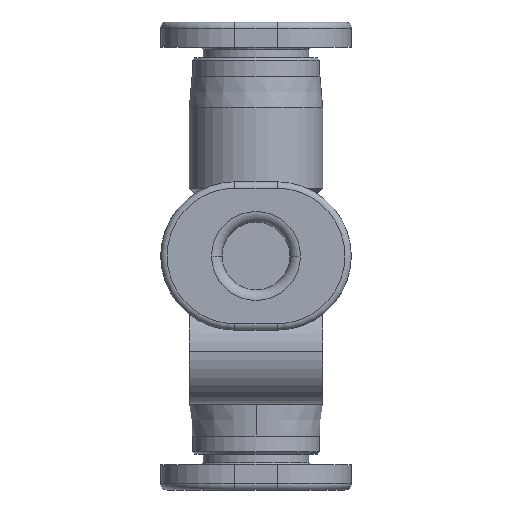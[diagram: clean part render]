
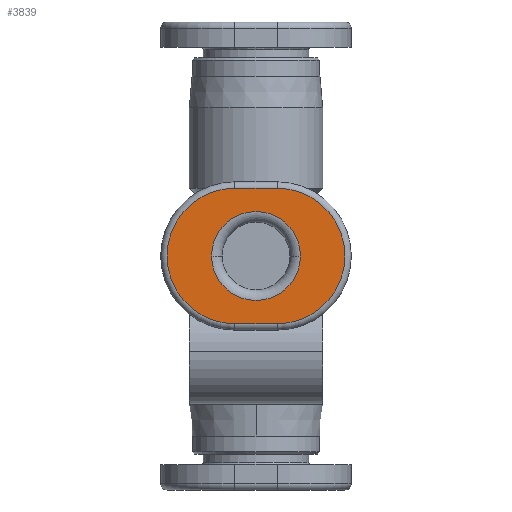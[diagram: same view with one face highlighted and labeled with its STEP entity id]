
A CAD part, front view. The second image highlights one B-rep face of the part: STEP entity #3839.
In plain terms, the highlighted planar face has unit normal (0, -1, 0).
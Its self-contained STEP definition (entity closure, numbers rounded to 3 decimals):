
#1217=CARTESIAN_POINT('',(2.1,-11.05,0.));
#1218=VERTEX_POINT('',#1217);
#1226=CARTESIAN_POINT('',(-2.1,-11.05,0.));
#1227=VERTEX_POINT('',#1226);
#1228=CARTESIAN_POINT('',(0.0,-11.05,0.0));
#1229=DIRECTION('',(0.0,-1.0,0.0));
#1230=DIRECTION('',(-1.0,0.0,0.0));
#1231=AXIS2_PLACEMENT_3D('',#1228,#1229,#1230);
#1232=CIRCLE('',#1231,2.1);
#1233=EDGE_CURVE('',#1218,#1227,#1232,.T.);
#3652=CARTESIAN_POINT('',(-1.0,-11.05,-3.2));
#3653=VERTEX_POINT('',#3652);
#3654=CARTESIAN_POINT('',(-1.0,-11.05,3.2));
#3655=VERTEX_POINT('',#3654);
#3656=CARTESIAN_POINT('',(-1.0,-11.05,0.0));
#3657=DIRECTION('',(0.0,1.0,0.0));
#3658=DIRECTION('',(-1.0,0.0,0.0));
#3659=AXIS2_PLACEMENT_3D('',#3656,#3657,#3658);
#3660=CIRCLE('',#3659,3.2);
#3661=EDGE_CURVE('',#3653,#3655,#3660,.T.);
#3696=CARTESIAN_POINT('',(1.0,-11.05,3.2));
#3697=VERTEX_POINT('',#3696);
#3698=CARTESIAN_POINT('',(-1.0,-11.05,3.2));
#3699=DIRECTION('',(1.0,0.0,0.0));
#3700=VECTOR('',#3699,2.0);
#3701=LINE('',#3698,#3700);
#3702=EDGE_CURVE('',#3655,#3697,#3701,.T.);
#3736=CARTESIAN_POINT('',(1.0,-11.05,-3.2));
#3737=VERTEX_POINT('',#3736);
#3745=CARTESIAN_POINT('',(1.0,-11.05,-3.2));
#3746=DIRECTION('',(-1.0,0.0,0.0));
#3747=VECTOR('',#3746,2.0);
#3748=LINE('',#3745,#3747);
#3749=EDGE_CURVE('',#3737,#3653,#3748,.T.);
#3760=CARTESIAN_POINT('',(1.0,-11.05,0.0));
#3761=DIRECTION('',(0.0,1.0,0.0));
#3762=DIRECTION('',(1.0,0.0,0.0));
#3763=AXIS2_PLACEMENT_3D('',#3760,#3761,#3762);
#3764=CIRCLE('',#3763,3.2);
#3765=EDGE_CURVE('',#3697,#3737,#3764,.T.);
#3818=CARTESIAN_POINT('',(0.0,-11.05,0.0));
#3819=DIRECTION('',(0.0,1.0,0.0));
#3820=DIRECTION('',(1.0,0.0,0.0));
#3821=AXIS2_PLACEMENT_3D('',#3818,#3819,#3820);
#3822=PLANE('',#3821);
#3823=ORIENTED_EDGE('',*,*,#3661,.F.);
#3824=ORIENTED_EDGE('',*,*,#3749,.F.);
#3825=ORIENTED_EDGE('',*,*,#3765,.F.);
#3826=ORIENTED_EDGE('',*,*,#3702,.F.);
#3827=EDGE_LOOP('',(#3823,#3824,#3825,#3826));
#3828=FACE_OUTER_BOUND('',#3827,.T.);
#3829=ORIENTED_EDGE('',*,*,#1233,.F.);
#3830=CARTESIAN_POINT('',(0.0,-11.05,0.0));
#3831=DIRECTION('',(0.0,-1.0,0.0));
#3832=DIRECTION('',(-1.0,0.0,0.0));
#3833=AXIS2_PLACEMENT_3D('',#3830,#3831,#3832);
#3834=CIRCLE('',#3833,2.1);
#3835=EDGE_CURVE('',#1227,#1218,#3834,.T.);
#3836=ORIENTED_EDGE('',*,*,#3835,.F.);
#3837=EDGE_LOOP('',(#3829,#3836));
#3838=FACE_BOUND('',#3837,.T.);
#3839=ADVANCED_FACE('',(#3828,#3838),#3822,.F.);
